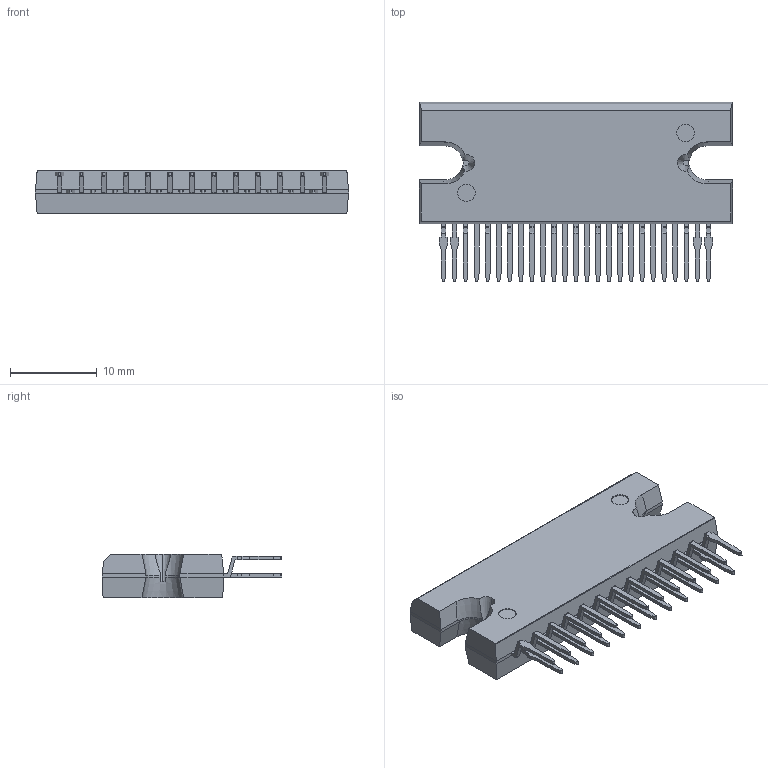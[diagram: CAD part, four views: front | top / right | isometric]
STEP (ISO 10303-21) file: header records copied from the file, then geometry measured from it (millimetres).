
FILE_DESCRIPTION (( 'STEP AP214' ), '1' );
FILE_NAME ('User Library-HZIP25-P1.27mm.STEP', '2018-02-23T05:16:21', ( '' ), ( '' ), 'SwSTEP 2.0', 'SolidWorks 2018', '' );
FILE_SCHEMA (( 'AUTOMOTIVE_DESIGN' ));
Length unit declared in the file: millimetre
Products named in the file (1): User Library-HZIP25-P1.27mm
Bounding box: 36 x 20.7 x 5 mm (x, y, z)
Volume: 2323.7 mm3; surface area: 2779.7 mm2
Topology: 33 solids, 33 shells, 494 faces, 1253 edges, 828 vertices
Faces by surface type: plane 327, bspline 122, cylinder 30, cone 15
Entity records: 21976 total; most frequent: CARTESIAN_POINT 5183, ORIENTED_EDGE 2506, DIRECTION 1843, EDGE_CURVE 1253, VECTOR 929, LINE 929, VERTEX_POINT 828, UNCERTAINTY_MEASURE_WITH_UNIT 529
